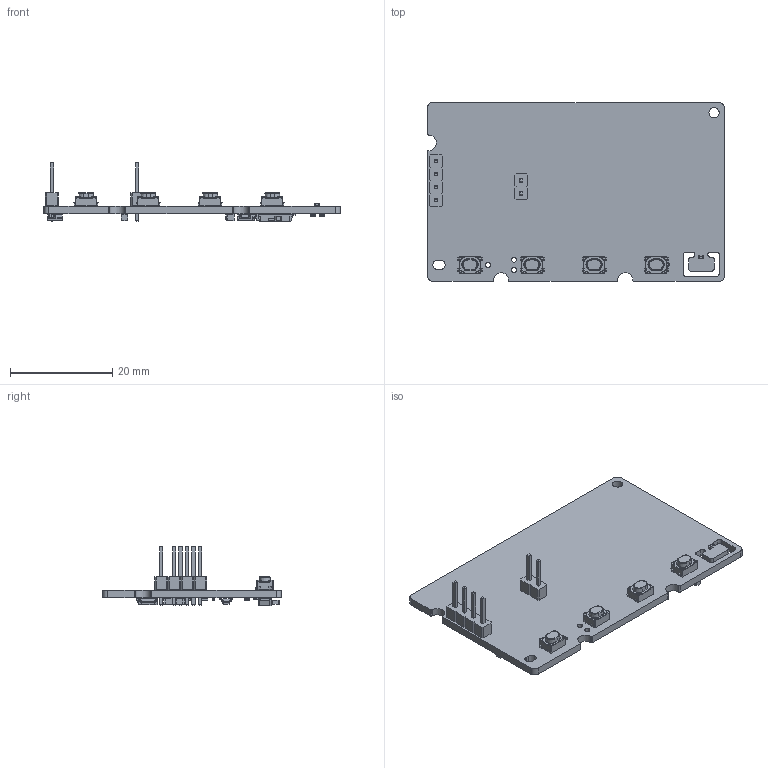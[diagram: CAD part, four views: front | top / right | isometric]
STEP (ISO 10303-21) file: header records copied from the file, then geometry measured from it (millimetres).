
FILE_DESCRIPTION(('KiCad electronic assembly'),'2;1');
FILE_NAME('nRF54L_ePaper.step','2025-01-02T10:53:57',('Pcbnew'),('Kicad' ),'Open CASCADE STEP processor 7.6','KiCad to STEP converter', 'Unknown');
FILE_SCHEMA(('AUTOMOTIVE_DESIGN { 1 0 10303 214 1 1 1 1 }'));
Length unit declared in the file: millimetre
Products named in the file (13): nRF54L_ePaper 1; PinHeader_1x02_P2.54mm_Vertical; SW_Push_1P1T_NO_Vertical_Wuerth_434133025816; PinHeader_1x04_P2.54mm_Vertical; C_0402_1005Metric; R_0402_1005Metric; D_SOD-123; R_0603_1608Metric; SOT-23; SW_SPDT_PCM12; C_0805_2012Metric; L_0805_2012Metric; nRF54L_ePaper_PCB
Assembly tree (34 placements, depth 2):
  nRF54L_ePaper 1
    PinHeader_1x02_P2.54mm_Vertical
    SW_Push_1P1T_NO_Vertical_Wuerth_434133025816  x4
    PinHeader_1x04_P2.54mm_Vertical
    C_0402_1005Metric  x12
    R_0402_1005Metric  x5
    D_SOD-123  x3
    R_0603_1608Metric
    SOT-23  x2
    SW_SPDT_PCM12
    C_0805_2012Metric  x2
    L_0805_2012Metric
    nRF54L_ePaper_PCB
Bounding box: 58 x 35 x 11.72 mm (x, y, z)
Volume: 3282.5 mm3; surface area: 5268.7 mm2
Topology: 38 solids, 38 shells, 2966 faces, 7706 edges, 4972 vertices
Faces by surface type: plane 1838, bspline 580, cylinder 490, torus 44, cone 14
Full cylindrical faces by diameter (mm): 0.8 x2, 0.9 x2, 0.991 x3, 1 x6, 2 x1
Entity records: 33616 total; most frequent: CARTESIAN_POINT 8069, ORIENTED_EDGE 5508, DIRECTION 4645, EDGE_CURVE 2754, LINE 2129, VECTOR 2129, VERTEX_POINT 1758, AXIS2_PLACEMENT_3D 1258
